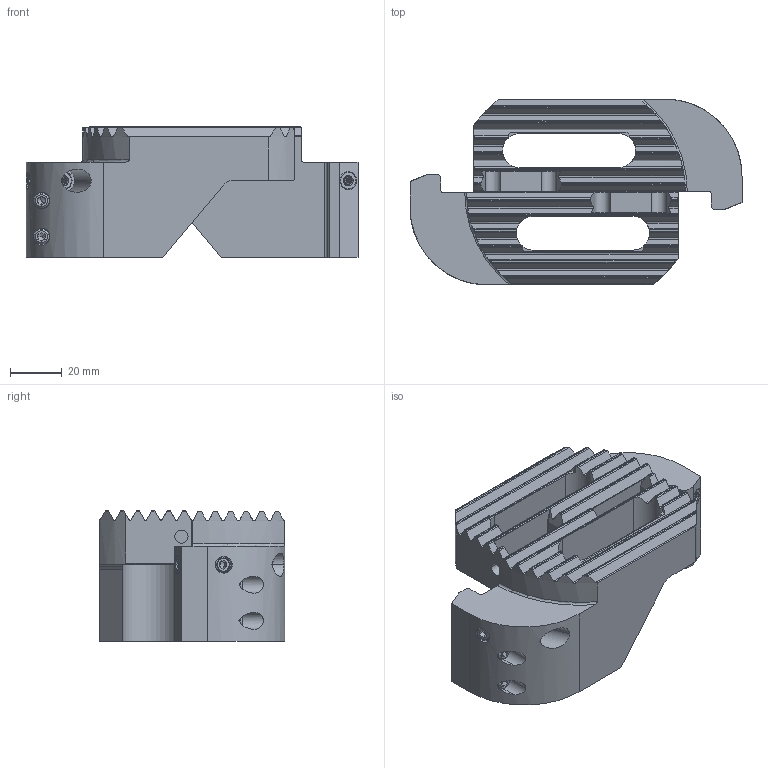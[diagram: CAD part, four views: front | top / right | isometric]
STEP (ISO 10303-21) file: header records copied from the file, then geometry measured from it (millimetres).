
FILE_DESCRIPTION(('no description'),'unknown implementation level');
FILE_NAME('F65A35DE-1D0C-4D52-B667-0A17405DFA38_export.stp',' ',('CIMSOURCE GmbH'),('CADClick - KiM GmbH - www.kimweb.de'),'unknown preprocess','ACIS','unknown authorization');
FILE_SCHEMA(('automotive_design'));
Length unit declared in the file: millimetre
Products named in the file (10): 639.677 KAISER Stirnstechhalter SSH 125-153 SW98 SET|639.676 KAISER Stirnstechhalter SSH 125-153 SW98 L|690.912 KAISER Gewindestift M6x16 DIN 913;Schnitt-Rotation1; 639.677 KAISER Stirnstechhalter SSH 125-153 SW98 SET|639.676 KAISER Stirnstechhalter SSH 125-153 SW98 L|690.400 KAISER ELT M6x6-45H;Schnitt-Linear austragen2; 639.677 KAISER Stirnstechhalter SSH 125-153 SW98 SET|639.676 KAISER Stirnstechhalter SSH 125-153 SW98 L|639.690 KAISER Verstellbolzen SW53-148;Spiegeln1; 639.677 KAISER Stirnstechhalter SSH 125-153 SW98 SET|639.676 KAISER Stirnstechhalter SSH 125-153 SW98 L|639.676 KAISER Stirnstechhalter SSH 125-153 SW98 L;Freistellung Verstellung vorne; 639.677 KAISER Stirnstechhalter SSH 125-153 SW98 SET|639.675 KAISER Stirnstechhalter SSH 125-153 SW98 S|690.912 KAISER Gewindestift M6x16 DIN 913;Schnitt-Rotation1; 639.677 KAISER Stirnstechhalter SSH 125-153 SW98 SET|639.675 KAISER Stirnstechhalter SSH 125-153 SW98 S|690.400 KAISER ELT M6x6-45H;Schnitt-Linear austragen2; 639.677 KAISER Stirnstechhalter SSH 125-153 SW98 SET|639.675 KAISER Stirnstechhalter SSH 125-153 SW98 S|639.690 KAISER Verstellbolzen SW53-148;Spiegeln1; 639.677 KAISER Stirnstechhalter SSH 125-153 SW98 SET|639.675 KAISER Stirnstechhalter SSH 125-153 SW98 S|639.675 KAISER Stirnstechhalter SSH 125-153 SW98 S;Freistellung Verstellung vorne
Bounding box: 128.67 x 72 x 50.75 mm (x, y, z)
Volume: 176157.6 mm3; surface area: 50118.5 mm2
Topology: 10 solids, 10 shells, 564 faces, 1468 edges, 905 vertices
Faces by surface type: plane 266, cylinder 188, cone 102, torus 8
Entity records: 35129 total; most frequent: CARTESIAN_POINT 5345, STYLED_ITEM 2921, PRESENTATION_STYLE_ASSIGNMENT 2921, COLOUR_RGB 2921, ORIENTED_EDGE 2884, DIRECTION 2672, EDGE_CURVE 1442, CURVE_STYLE 1442
